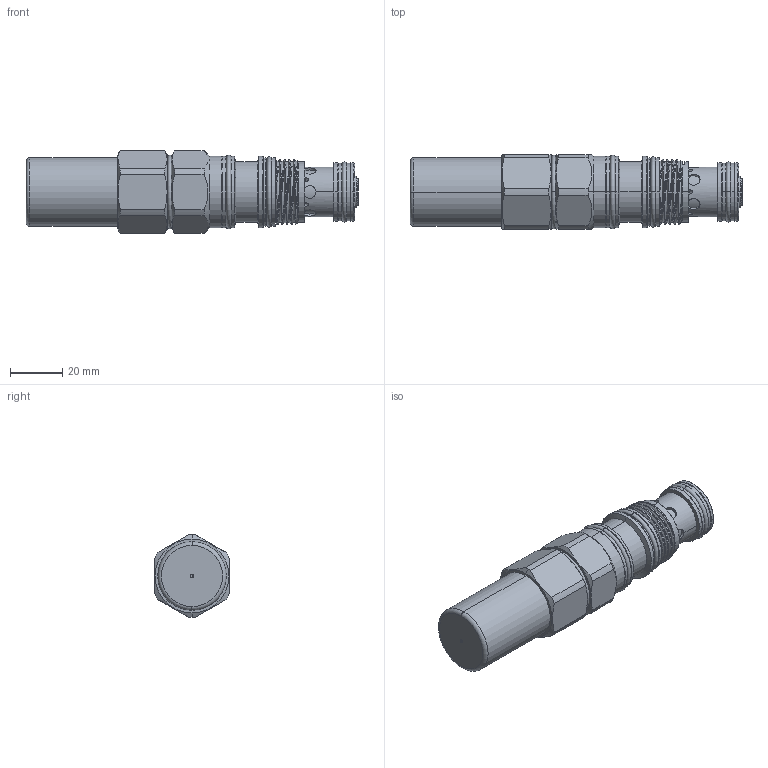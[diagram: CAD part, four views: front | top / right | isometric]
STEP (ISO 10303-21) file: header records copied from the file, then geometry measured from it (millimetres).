
FILE_DESCRIPTION (( 'STEP AP203' ), '1' );
FILE_NAME ('CA2A3N-C.STEP', '2024-05-21T00:50:12', ( '' ), ( '' ), 'SwSTEP 2.0', 'SolidWorks 2018', '' );
FILE_SCHEMA (( 'CONFIG_CONTROL_DESIGN' ));
Length unit declared in the file: millimetre
Products named in the file (1): CA2A3N-C
Bounding box: 126.79 x 28.57 x 31.6 mm (x, y, z)
Volume: 67227.8 mm3; surface area: 14732.4 mm2
Topology: 1 solids, 1 shells, 323 faces, 785 edges, 486 vertices
Faces by surface type: cylinder 161, cone 75, plane 50, torus 34, bspline 2, sphere 1
Entity records: 11511 total; most frequent: CARTESIAN_POINT 4083, ORIENTED_EDGE 1562, DIRECTION 1559, EDGE_CURVE 781, AXIS2_PLACEMENT_3D 674, VERTEX_POINT 485, CIRCLE 352, EDGE_LOOP 350
